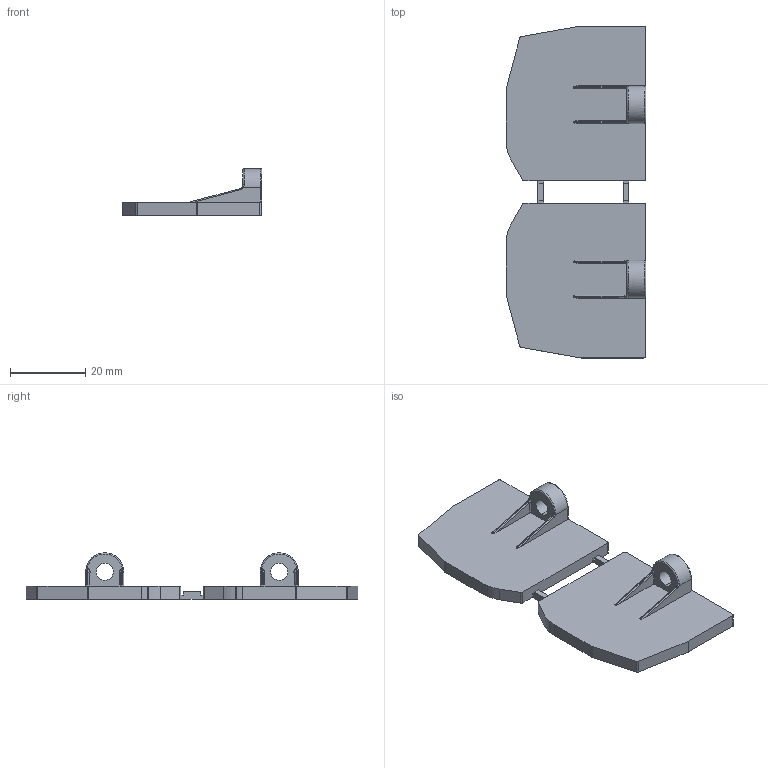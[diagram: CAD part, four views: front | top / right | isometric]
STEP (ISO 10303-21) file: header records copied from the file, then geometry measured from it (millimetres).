
FILE_DESCRIPTION((''),'2;1');
FILE_NAME('SDK16_FP-SET_3D_STEP','2016-06-29T',('Frank Ludolph'),(''),'CREO PARAMETRIC BY PTC INC, 2015290','CREO PARAMETRIC BY PTC INC, 2015290','');
FILE_SCHEMA(('CONFIG_CONTROL_DESIGN'));
Length unit declared in the file: millimetre
Products named in the file (1): SDK16_FP-SET_3D_STEP
Bounding box: 37.18 x 88.5 x 12.35 mm (x, y, z)
Volume: 10937.2 mm3; surface area: 7637.6 mm2
Topology: 1 solids, 1 shells, 105 faces, 288 edges, 184 vertices
Faces by surface type: plane 47, cylinder 42, torus 8, bspline 8
Entity records: 3922 total; most frequent: CARTESIAN_POINT 1211, ORIENTED_EDGE 576, DIRECTION 546, EDGE_CURVE 288, AXIS2_PLACEMENT_3D 185, VERTEX_POINT 184, VECTOR 176, LINE 176
